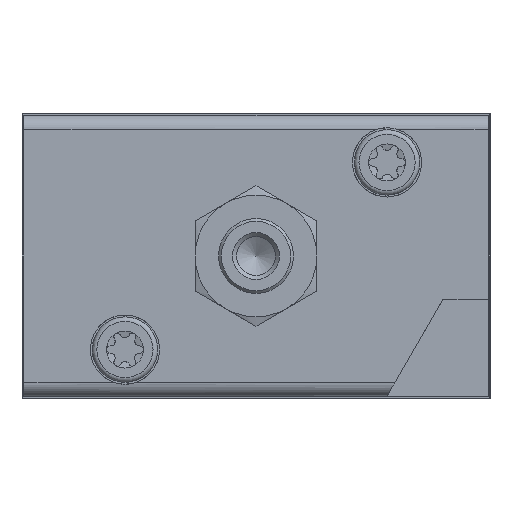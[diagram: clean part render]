
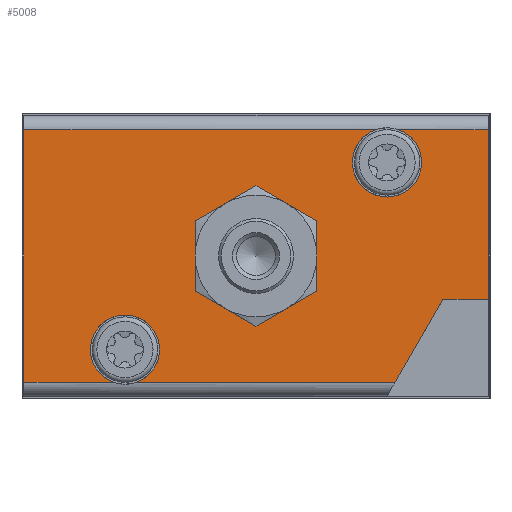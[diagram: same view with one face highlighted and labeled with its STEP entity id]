
A CAD part, left-side view. The second image highlights one B-rep face of the part: STEP entity #5008.
In plain terms, the highlighted planar face has unit normal (-1, 0, 0).
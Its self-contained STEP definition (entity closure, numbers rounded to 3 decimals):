
#28=PLANE('',#5382);
#172=LINE('',#8008,#509);
#174=LINE('',#8016,#511);
#181=LINE('',#8059,#518);
#183=LINE('',#8067,#520);
#194=LINE('',#8112,#531);
#195=LINE('',#8114,#532);
#196=LINE('',#8116,#533);
#197=LINE('',#8118,#534);
#509=VECTOR('',#5968,1000.);
#511=VECTOR('',#5974,1000.);
#518=VECTOR('',#5995,1000.);
#520=VECTOR('',#6001,1000.);
#531=VECTOR('',#6044,1000.);
#532=VECTOR('',#6045,1000.);
#533=VECTOR('',#6046,1000.);
#534=VECTOR('',#6049,1000.);
#1319=ORIENTED_EDGE('',*,*,#2819,.T.);
#1320=ORIENTED_EDGE('',*,*,#2780,.T.);
#1321=ORIENTED_EDGE('',*,*,#2820,.T.);
#1322=ORIENTED_EDGE('',*,*,#2821,.T.);
#1323=ORIENTED_EDGE('',*,*,#2822,.F.);
#1324=ORIENTED_EDGE('',*,*,#2794,.F.);
#1325=ORIENTED_EDGE('',*,*,#2823,.T.);
#1326=ORIENTED_EDGE('',*,*,#2798,.F.);
#1327=ORIENTED_EDGE('',*,*,#2824,.T.);
#1328=ORIENTED_EDGE('',*,*,#2776,.T.);
#1329=ORIENTED_EDGE('',*,*,#2825,.F.);
#1330=ORIENTED_EDGE('',*,*,#2826,.F.);
#1331=ORIENTED_EDGE('',*,*,#2827,.F.);
#1332=ORIENTED_EDGE('',*,*,#2828,.F.);
#1333=ORIENTED_EDGE('',*,*,#2829,.F.);
#1334=ORIENTED_EDGE('',*,*,#2830,.F.);
#2776=EDGE_CURVE('',#3504,#3502,#172,.T.);
#2780=EDGE_CURVE('',#3503,#3507,#174,.T.);
#2794=EDGE_CURVE('',#3520,#3522,#181,.T.);
#2798=EDGE_CURVE('',#3525,#3521,#183,.T.);
#2819=EDGE_CURVE('',#3502,#3503,#3928,.T.);
#2820=EDGE_CURVE('',#3507,#3544,#194,.T.);
#2821=EDGE_CURVE('',#3544,#3545,#195,.T.);
#2822=EDGE_CURVE('',#3522,#3545,#196,.T.);
#2823=EDGE_CURVE('',#3520,#3521,#3929,.T.);
#2824=EDGE_CURVE('',#3525,#3504,#197,.T.);
#2825=EDGE_CURVE('',#3546,#3547,#3930,.F.);
#2826=EDGE_CURVE('',#3548,#3546,#3931,.F.);
#2827=EDGE_CURVE('',#3549,#3548,#3932,.F.);
#2828=EDGE_CURVE('',#3550,#3549,#3933,.F.);
#2829=EDGE_CURVE('',#3551,#3550,#3934,.F.);
#2830=EDGE_CURVE('',#3547,#3551,#3935,.F.);
#3502=VERTEX_POINT('',#8006);
#3503=VERTEX_POINT('',#8007);
#3504=VERTEX_POINT('',#8009);
#3507=VERTEX_POINT('',#8015);
#3520=VERTEX_POINT('',#8057);
#3521=VERTEX_POINT('',#8058);
#3522=VERTEX_POINT('',#8060);
#3525=VERTEX_POINT('',#8066);
#3544=VERTEX_POINT('',#8113);
#3545=VERTEX_POINT('',#8115);
#3546=VERTEX_POINT('',#8120);
#3547=VERTEX_POINT('',#8121);
#3548=VERTEX_POINT('',#8123);
#3549=VERTEX_POINT('',#8125);
#3550=VERTEX_POINT('',#8127);
#3551=VERTEX_POINT('',#8129);
#3928=CIRCLE('',#5383,3.7);
#3929=CIRCLE('',#5384,3.7);
#3930=CIRCLE('',#5385,6.5);
#3931=CIRCLE('',#5386,6.5);
#3932=CIRCLE('',#5387,6.5);
#3933=CIRCLE('',#5388,6.5);
#3934=CIRCLE('',#5389,6.5);
#3935=CIRCLE('',#5390,6.5);
#4161=EDGE_LOOP('',(#1319,#1320,#1321,#1322,#1323,#1324,#1325,#1326,#1327,
#1328));
#4162=EDGE_LOOP('',(#1329,#1330,#1331,#1332,#1333,#1334));
#4554=FACE_BOUND('',#4161,.T.);
#4555=FACE_BOUND('',#4162,.T.);
#5008=ADVANCED_FACE('',(#4554,#4555),#28,.F.);
#5382=AXIS2_PLACEMENT_3D('',#8110,#6040,#6041);
#5383=AXIS2_PLACEMENT_3D('',#8111,#6042,#6043);
#5384=AXIS2_PLACEMENT_3D('',#8117,#6047,#6048);
#5385=AXIS2_PLACEMENT_3D('',#8119,#6050,#6051);
#5386=AXIS2_PLACEMENT_3D('',#8122,#6052,#6053);
#5387=AXIS2_PLACEMENT_3D('',#8124,#6054,#6055);
#5388=AXIS2_PLACEMENT_3D('',#8126,#6056,#6057);
#5389=AXIS2_PLACEMENT_3D('',#8128,#6058,#6059);
#5390=AXIS2_PLACEMENT_3D('',#8130,#6060,#6061);
#5968=DIRECTION('',(0.,-1.,0.));
#5974=DIRECTION('',(0.,-1.,0.));
#5995=DIRECTION('',(0.,-1.,0.));
#6001=DIRECTION('',(0.,-1.,0.));
#6040=DIRECTION('',(1.,0.,0.));
#6041=DIRECTION('',(0.,0.,-1.));
#6042=DIRECTION('',(1.,0.,0.));
#6043=DIRECTION('',(0.,0.,-1.));
#6044=DIRECTION('',(0.,-0.5,0.866));
#6045=DIRECTION('',(0.,-1.,0.));
#6046=DIRECTION('',(0.,0.,-1.));
#6047=DIRECTION('',(1.,0.,0.));
#6048=DIRECTION('',(0.,0.,-1.));
#6049=DIRECTION('',(0.,0.,-1.));
#6050=DIRECTION('',(1.,0.,0.));
#6051=DIRECTION('',(0.,0.,-1.));
#6052=DIRECTION('',(1.,0.,0.));
#6053=DIRECTION('',(0.,0.,-1.));
#6054=DIRECTION('',(1.,0.,0.));
#6055=DIRECTION('',(0.,0.,-1.));
#6056=DIRECTION('',(1.,0.,0.));
#6057=DIRECTION('',(0.,0.,-1.));
#6058=DIRECTION('',(1.,0.,0.));
#6059=DIRECTION('',(0.,0.,-1.));
#6060=DIRECTION('',(1.,0.,0.));
#6061=DIRECTION('',(0.,0.,-1.));
#8006=CARTESIAN_POINT('',(-67.,40.2,-13.5));
#8007=CARTESIAN_POINT('',(-67.,37.8,-13.5));
#8008=CARTESIAN_POINT('',(-67.,50.,-13.5));
#8009=CARTESIAN_POINT('',(-67.,49.8,-13.5));
#8015=CARTESIAN_POINT('',(-67.,10.162,-13.5));
#8016=CARTESIAN_POINT('',(-67.,50.,-13.5));
#8057=CARTESIAN_POINT('',(-67.,9.8,13.5));
#8058=CARTESIAN_POINT('',(-67.,12.2,13.5));
#8059=CARTESIAN_POINT('',(-67.,50.,13.5));
#8060=CARTESIAN_POINT('',(-67.,0.2,13.5));
#8066=CARTESIAN_POINT('',(-67.,49.8,13.5));
#8067=CARTESIAN_POINT('',(-67.,50.,13.5));
#8110=CARTESIAN_POINT('',(-67.,49.8,15.2));
#8111=CARTESIAN_POINT('',(-67.,39.,-10.));
#8112=CARTESIAN_POINT('',(-67.,11.028,-15.));
#8113=CARTESIAN_POINT('',(-67.,5.028,-4.608));
#8114=CARTESIAN_POINT('',(-67.,5.028,-4.608));
#8115=CARTESIAN_POINT('',(-67.,0.2,-4.608));
#8116=CARTESIAN_POINT('',(-67.,0.2,15.2));
#8117=CARTESIAN_POINT('',(-67.,11.,10.));
#8118=CARTESIAN_POINT('',(-67.,49.8,15.2));
#8119=CARTESIAN_POINT('',(-67.,25.,0.));
#8120=CARTESIAN_POINT('',(-67.,18.5,0.));
#8121=CARTESIAN_POINT('',(-67.,21.75,5.629));
#8122=CARTESIAN_POINT('',(-67.,25.,0.));
#8123=CARTESIAN_POINT('',(-67.,21.75,-5.629));
#8124=CARTESIAN_POINT('',(-67.,25.,0.));
#8125=CARTESIAN_POINT('',(-67.,28.25,-5.629));
#8126=CARTESIAN_POINT('',(-67.,25.,0.));
#8127=CARTESIAN_POINT('',(-67.,31.5,0.));
#8128=CARTESIAN_POINT('',(-67.,25.,0.));
#8129=CARTESIAN_POINT('',(-67.,28.25,5.629));
#8130=CARTESIAN_POINT('',(-67.,25.,0.));
